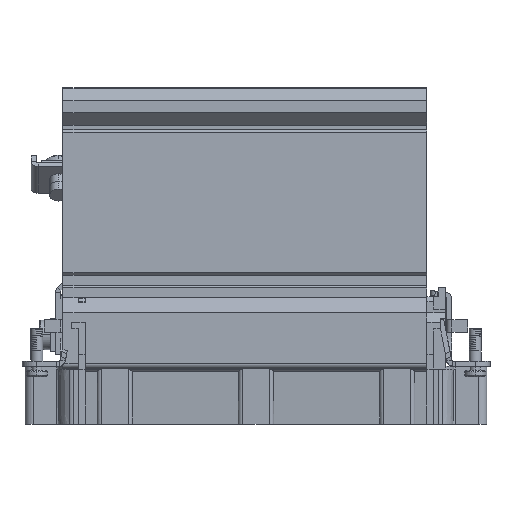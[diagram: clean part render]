
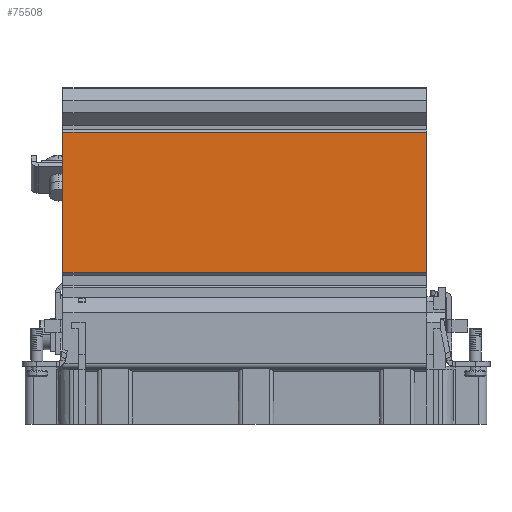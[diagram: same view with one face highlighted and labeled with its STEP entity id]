
A CAD part, front view. The second image highlights one B-rep face of the part: STEP entity #75508.
In plain terms, the highlighted planar face has unit normal (0, -1, 0).
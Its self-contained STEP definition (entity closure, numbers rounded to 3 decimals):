
#4349=DIRECTION('',(0.,0.,1.));
#4350=VECTOR('',#4349,33.4);
#4351=CARTESIAN_POINT('',(17.05,-16.878,50.));
#4352=LINE('',#4351,#4350);
#4774=DIRECTION('',(0.,0.,1.));
#4775=VECTOR('',#4774,33.4);
#4776=CARTESIAN_POINT('',(-69.231,-16.878,
50.));
#4777=LINE('',#4776,#4775);
#15687=DIRECTION('',(-1.,0.,0.));
#15688=VECTOR('',#15687,86.281);
#15689=CARTESIAN_POINT('',(17.05,-16.878,
83.4));
#15690=LINE('',#15689,#15688);
#15691=DIRECTION('',(-1.,0.,0.));
#15692=VECTOR('',#15691,86.281);
#15693=CARTESIAN_POINT('',(17.05,-16.878,
50.));
#15694=LINE('',#15693,#15692);
#48777=CARTESIAN_POINT('',(17.05,-16.878,
50.));
#48778=VERTEX_POINT('',#48777);
#48779=CARTESIAN_POINT('',(17.05,-16.878,
83.4));
#48780=VERTEX_POINT('',#48779);
#48847=CARTESIAN_POINT('',(-69.231,-16.878,
50.));
#48848=VERTEX_POINT('',#48847);
#48849=CARTESIAN_POINT('',(-69.231,-16.878,
83.4));
#48850=VERTEX_POINT('',#48849);
#75496=CARTESIAN_POINT('',(17.05,-16.878,
50.));
#75497=DIRECTION('',(0.,-1.,0.));
#75498=DIRECTION('',(0.,0.,1.));
#75499=AXIS2_PLACEMENT_3D('',#75496,#75497,#75498);
#75500=PLANE('',#75499);
#75501=ORIENTED_EDGE('',*,*,#64882,.F.);
#75503=ORIENTED_EDGE('',*,*,#75502,.T.);
#75504=ORIENTED_EDGE('',*,*,#65277,.T.);
#75505=ORIENTED_EDGE('',*,*,#75489,.F.);
#75506=EDGE_LOOP('',(#75501,#75503,#75504,#75505));
#75507=FACE_OUTER_BOUND('',#75506,.F.);
#75508=ADVANCED_FACE('',(#75507),#75500,.T.);
#64882=EDGE_CURVE('',#48778,#48780,#4352,.T.);
#65277=EDGE_CURVE('',#48848,#48850,#4777,.T.);
#75489=EDGE_CURVE('',#48780,#48850,#15690,.T.);
#75502=EDGE_CURVE('',#48778,#48848,#15694,.T.);
